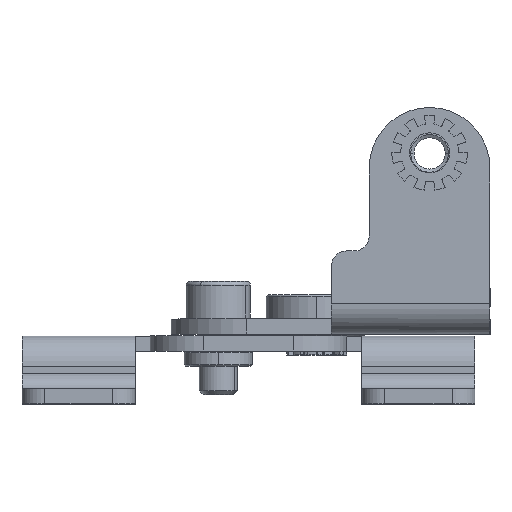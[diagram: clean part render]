
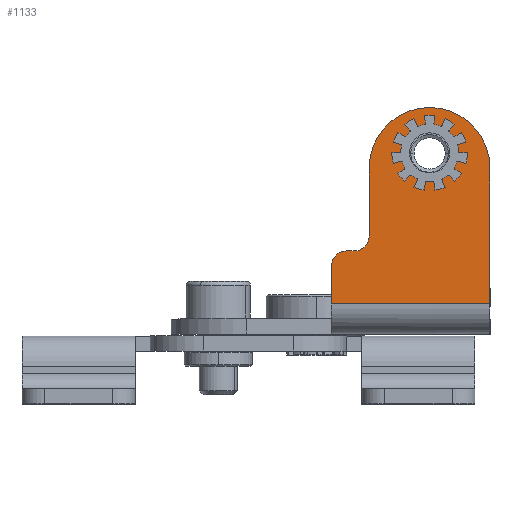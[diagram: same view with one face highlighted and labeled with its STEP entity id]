
A CAD part, top view. The second image highlights one B-rep face of the part: STEP entity #1133.
In plain terms, the highlighted planar face has unit normal (0, 0, 1).
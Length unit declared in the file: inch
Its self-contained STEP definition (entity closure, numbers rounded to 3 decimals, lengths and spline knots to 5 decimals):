
#2 = CARTESIAN_POINT ( 'NONE',  ( 0.94488, 1.23031, 0.87402 ) ) ;
#31 = CARTESIAN_POINT ( 'NONE',  ( 0.51181, 0.79724, 0.87402 ) ) ;
#80 = ORIENTED_EDGE ( 'NONE', *, *, #8504, .T. ) ;
#200 = ORIENTED_EDGE ( 'NONE', *, *, #2525, .T. ) ;
#273 = DIRECTION ( 'NONE',  ( -1., 0., 0. ) ) ;
#275 = LINE ( 'NONE', #5513, #3645 ) ;
#297 = ORIENTED_EDGE ( 'NONE', *, *, #5656, .T. ) ;
#579 = CARTESIAN_POINT ( 'NONE',  ( 0.55118, 0.87598, 0.87402 ) ) ;
#694 = CARTESIAN_POINT ( 'NONE',  ( 1.25984, 0.52165, 0.87402 ) ) ;
#893 = VERTEX_POINT ( 'NONE', #694 ) ;
#900 = DIRECTION ( 'NONE',  ( 0., -1., 0. ) ) ;
#967 = CIRCLE ( 'NONE', #5151, 0.07874 ) ;
#993 = VERTEX_POINT ( 'NONE', #3488 ) ;
#1133 = ADVANCED_FACE ( 'NONE', ( #10547, #8187 ), #6321, .T. ) ;
#1293 = DIRECTION ( 'NONE',  ( 0., 0., -1. ) ) ;
#1527 = EDGE_CURVE ( 'NONE', #5760, #2048, #275, .T. ) ;
#1743 = ORIENTED_EDGE ( 'NONE', *, *, #1527, .T. ) ;
#1752 = CARTESIAN_POINT ( 'NONE',  ( 0.55118, 0.79724, 0.87402 ) ) ;
#1816 = EDGE_CURVE ( 'NONE', #6415, #8959, #5851, .T. ) ;
#2048 = VERTEX_POINT ( 'NONE', #3942 ) ;
#2097 = CARTESIAN_POINT ( 'NONE',  ( 0.43307, 0.52165, 0.87402 ) ) ;
#2113 = DIRECTION ( 'NONE',  ( 0., -1., 0. ) ) ;
#2428 = ORIENTED_EDGE ( 'NONE', *, *, #1816, .F. ) ;
#2525 = EDGE_CURVE ( 'NONE', #6766, #993, #4552, .T. ) ;
#2729 = DIRECTION ( 'NONE',  ( 0., -1., 0. ) ) ;
#2895 = VECTOR ( 'NONE', #9301, 39.37008 ) ;
#2907 = DIRECTION ( 'NONE',  ( 0., 0., 1. ) ) ;
#3127 = VECTOR ( 'NONE', #8757, 39.37008 ) ;
#3132 = CARTESIAN_POINT ( 'NONE',  ( 1.25984, 0.83664, 0.87402 ) ) ;
#3201 = CIRCLE ( 'NONE', #4107, 0.10827 ) ;
#3312 = CARTESIAN_POINT ( 'NONE',  ( 0.43307, 0.7185, 0.87402 ) ) ;
#3488 = CARTESIAN_POINT ( 'NONE',  ( 0.94488, 1.41732, 0.87402 ) ) ;
#3507 = ORIENTED_EDGE ( 'NONE', *, *, #9107, .T. ) ;
#3645 = VECTOR ( 'NONE', #2729, 39.37008 ) ;
#3788 = VERTEX_POINT ( 'NONE', #3312 ) ;
#3831 = DIRECTION ( 'NONE',  ( 0., 0., -1. ) ) ;
#3879 = EDGE_LOOP ( 'NONE', ( #9533, #10710, #297, #1743, #6491, #2428, #80, #10186 ) ) ;
#3886 = DIRECTION ( 'NONE',  ( 0., 1., 0. ) ) ;
#3942 = CARTESIAN_POINT ( 'NONE',  ( 0.62992, 0.87598, 0.87402 ) ) ;
#4101 = CIRCLE ( 'NONE', #5194, 0.07874 ) ;
#4107 = AXIS2_PLACEMENT_3D ( 'NONE', #10787, #10902, #6575 ) ;
#4257 = AXIS2_PLACEMENT_3D ( 'NONE', #2, #6150, #8810 ) ;
#4282 = EDGE_CURVE ( 'NONE', #7558, #893, #10932, .T. ) ;
#4484 = EDGE_CURVE ( 'NONE', #3788, #9949, #6305, .T. ) ;
#4552 = CIRCLE ( 'NONE', #10726, 0.10827 ) ;
#4598 = LINE ( 'NONE', #8056, #10830 ) ;
#4764 = EDGE_LOOP ( 'NONE', ( #3507, #200 ) ) ;
#5139 = VECTOR ( 'NONE', #10583, 39.37008 ) ;
#5151 = AXIS2_PLACEMENT_3D ( 'NONE', #579, #3831, #3886 ) ;
#5194 = AXIS2_PLACEMENT_3D ( 'NONE', #6203, #6307, #900 ) ;
#5225 = CARTESIAN_POINT ( 'NONE',  ( 0.66929, 0.79724, 0.87402 ) ) ;
#5513 = CARTESIAN_POINT ( 'NONE',  ( 0.62992, 1.54528, 0.87402 ) ) ;
#5518 = EDGE_CURVE ( 'NONE', #2048, #8959, #967, .T. ) ;
#5656 = EDGE_CURVE ( 'NONE', #7558, #5760, #10794, .T. ) ;
#5760 = VERTEX_POINT ( 'NONE', #10806 ) ;
#5851 = LINE ( 'NONE', #5225, #2895 ) ;
#6150 = DIRECTION ( 'NONE',  ( 0., 0., 1. ) ) ;
#6203 = CARTESIAN_POINT ( 'NONE',  ( 0.51181, 0.7185, 0.87402 ) ) ;
#6305 = LINE ( 'NONE', #7219, #5139 ) ;
#6307 = DIRECTION ( 'NONE',  ( 0., 0., 1. ) ) ;
#6321 = PLANE ( 'NONE',  #9438 ) ;
#6415 = VERTEX_POINT ( 'NONE', #31 ) ;
#6491 = ORIENTED_EDGE ( 'NONE', *, *, #5518, .T. ) ;
#6575 = DIRECTION ( 'NONE',  ( 0., 1., 0. ) ) ;
#6766 = VERTEX_POINT ( 'NONE', #11060 ) ;
#7219 = CARTESIAN_POINT ( 'NONE',  ( 0.43307, 0.79724, 0.87402 ) ) ;
#7558 = VERTEX_POINT ( 'NONE', #8337 ) ;
#8056 = CARTESIAN_POINT ( 'NONE',  ( 0.66929, 0.52165, 0.87402 ) ) ;
#8187 = FACE_OUTER_BOUND ( 'NONE', #3879, .T. ) ;
#8337 = CARTESIAN_POINT ( 'NONE',  ( 1.25984, 1.23031, 0.87402 ) ) ;
#8504 = EDGE_CURVE ( 'NONE', #6415, #3788, #4101, .T. ) ;
#8553 = EDGE_CURVE ( 'NONE', #893, #9949, #4598, .T. ) ;
#8757 = DIRECTION ( 'NONE',  ( 0., -1., 0. ) ) ;
#8810 = DIRECTION ( 'NONE',  ( 0., -1., 0. ) ) ;
#8959 = VERTEX_POINT ( 'NONE', #1752 ) ;
#8984 = CARTESIAN_POINT ( 'NONE',  ( 0.66929, 1.54528, 0.87402 ) ) ;
#9082 = CARTESIAN_POINT ( 'NONE',  ( 0.94488, 1.30906, 0.87402 ) ) ;
#9107 = EDGE_CURVE ( 'NONE', #993, #6766, #3201, .T. ) ;
#9250 = DIRECTION ( 'NONE',  ( 0., 1., 0. ) ) ;
#9301 = DIRECTION ( 'NONE',  ( 1., 0., 0. ) ) ;
#9438 = AXIS2_PLACEMENT_3D ( 'NONE', #8984, #2907, #2113 ) ;
#9533 = ORIENTED_EDGE ( 'NONE', *, *, #8553, .F. ) ;
#9949 = VERTEX_POINT ( 'NONE', #2097 ) ;
#10186 = ORIENTED_EDGE ( 'NONE', *, *, #4484, .T. ) ;
#10547 = FACE_BOUND ( 'NONE', #4764, .T. ) ;
#10583 = DIRECTION ( 'NONE',  ( 0., -1., 0. ) ) ;
#10710 = ORIENTED_EDGE ( 'NONE', *, *, #4282, .F. ) ;
#10726 = AXIS2_PLACEMENT_3D ( 'NONE', #9082, #1293, #9250 ) ;
#10787 = CARTESIAN_POINT ( 'NONE',  ( 0.94488, 1.30906, 0.87402 ) ) ;
#10794 = CIRCLE ( 'NONE', #4257, 0.31496 ) ;
#10806 = CARTESIAN_POINT ( 'NONE',  ( 0.62992, 1.23031, 0.87402 ) ) ;
#10830 = VECTOR ( 'NONE', #273, 39.37008 ) ;
#10902 = DIRECTION ( 'NONE',  ( 0., 0., -1. ) ) ;
#10932 = LINE ( 'NONE', #3132, #3127 ) ;
#11060 = CARTESIAN_POINT ( 'NONE',  ( 0.94488, 1.20079, 0.87402 ) ) ;
